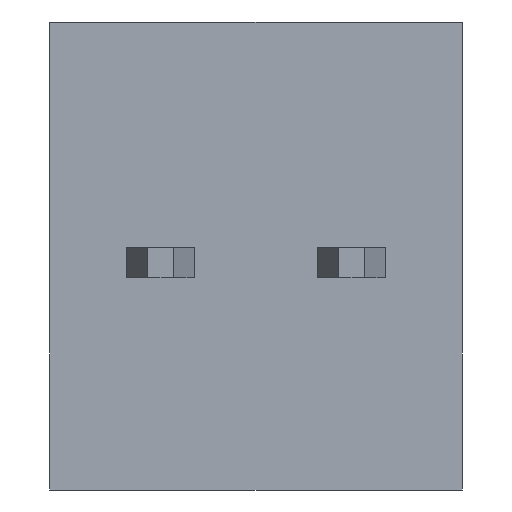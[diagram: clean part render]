
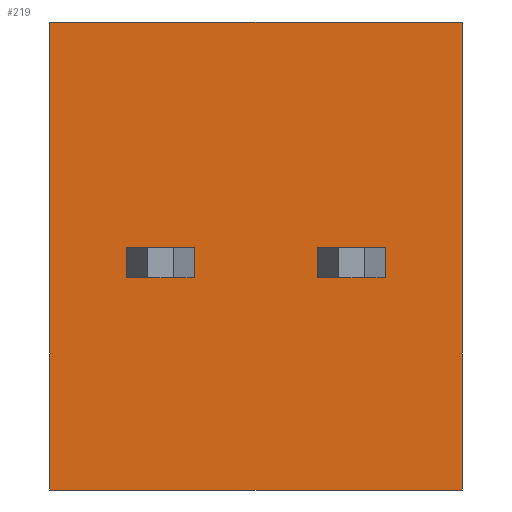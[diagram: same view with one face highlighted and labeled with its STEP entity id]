
A CAD part, front view. The second image highlights one B-rep face of the part: STEP entity #219.
In plain terms, the highlighted planar face has unit normal (0, -1, 0).
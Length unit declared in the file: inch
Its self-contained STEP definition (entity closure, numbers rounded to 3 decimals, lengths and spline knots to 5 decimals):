
#73 = DIRECTION ( 'NONE',  ( 1., 0., 0. ) ) ;
#117 = CARTESIAN_POINT ( 'NONE',  ( 0., 0., -0.245 ) ) ;
#120 = CARTESIAN_POINT ( 'NONE',  ( 0., 0., -0.245 ) ) ;
#134 = VERTEX_POINT ( 'NONE', #2470 ) ;
#144 = DIRECTION ( 'NONE',  ( -1., 0., 0. ) ) ;
#189 = VECTOR ( 'NONE', #226, 39.37008 ) ;
#219 = ADVANCED_FACE ( 'NONE', ( #491, #1449, #423 ), #756, .T. ) ;
#226 = DIRECTION ( 'NONE',  ( 0., 0., -1. ) ) ;
#232 = VERTEX_POINT ( 'NONE', #706 ) ;
#296 = LINE ( 'NONE', #1788, #2270 ) ;
#303 = DIRECTION ( 'NONE',  ( 0., 0., 1. ) ) ;
#320 = DIRECTION ( 'NONE',  ( 0., 0., -1. ) ) ;
#350 = CARTESIAN_POINT ( 'NONE',  ( 0., 0., 0. ) ) ;
#377 = LINE ( 'NONE', #2383, #2284 ) ;
#381 = LINE ( 'NONE', #415, #1337 ) ;
#399 = EDGE_CURVE ( 'NONE', #1725, #1450, #1000, .T. ) ;
#415 = CARTESIAN_POINT ( 'NONE',  ( 0.04016, 0., -0.11811 ) ) ;
#423 = FACE_BOUND ( 'NONE', #2230, .T. ) ;
#474 = VECTOR ( 'NONE', #1093, 39.37008 ) ;
#489 = VERTEX_POINT ( 'NONE', #2361 ) ;
#491 = FACE_OUTER_BOUND ( 'NONE', #2403, .T. ) ;
#492 = VECTOR ( 'NONE', #1387, 39.37008 ) ;
#506 = VECTOR ( 'NONE', #1855, 39.37008 ) ;
#601 = ORIENTED_EDGE ( 'NONE', *, *, #1777, .F. ) ;
#619 = CARTESIAN_POINT ( 'NONE',  ( 0.04016, 0., -0.13386 ) ) ;
#640 = VERTEX_POINT ( 'NONE', #350 ) ;
#706 = CARTESIAN_POINT ( 'NONE',  ( 0.14016, 0., -0.11811 ) ) ;
#748 = VECTOR ( 'NONE', #73, 39.37008 ) ;
#756 = PLANE ( 'NONE',  #953 ) ;
#770 = EDGE_CURVE ( 'NONE', #1938, #489, #296, .T. ) ;
#782 = EDGE_CURVE ( 'NONE', #1930, #1938, #1752, .T. ) ;
#789 = CARTESIAN_POINT ( 'NONE',  ( 0., 0., 0. ) ) ;
#805 = CARTESIAN_POINT ( 'NONE',  ( 0.14016, 0., -0.13386 ) ) ;
#827 = EDGE_CURVE ( 'NONE', #640, #134, #1014, .T. ) ;
#834 = LINE ( 'NONE', #1497, #1153 ) ;
#877 = CARTESIAN_POINT ( 'NONE',  ( 0., 0., 0. ) ) ;
#927 = EDGE_CURVE ( 'NONE', #232, #1483, #1279, .T. ) ;
#938 = ORIENTED_EDGE ( 'NONE', *, *, #1289, .F. ) ;
#953 = AXIS2_PLACEMENT_3D ( 'NONE', #117, #1475, #320 ) ;
#983 = LINE ( 'NONE', #789, #492 ) ;
#985 = EDGE_CURVE ( 'NONE', #1556, #232, #834, .T. ) ;
#987 = ORIENTED_EDGE ( 'NONE', *, *, #985, .F. ) ;
#998 = VERTEX_POINT ( 'NONE', #1881 ) ;
#1000 = LINE ( 'NONE', #120, #506 ) ;
#1014 = LINE ( 'NONE', #877, #1977 ) ;
#1093 = DIRECTION ( 'NONE',  ( -1., 0., 0. ) ) ;
#1153 = VECTOR ( 'NONE', #144, 39.37008 ) ;
#1158 = DIRECTION ( 'NONE',  ( 0., 0., -1. ) ) ;
#1170 = CARTESIAN_POINT ( 'NONE',  ( 0., 0., -0.245 ) ) ;
#1228 = DIRECTION ( 'NONE',  ( 1., 0., 0. ) ) ;
#1250 = ORIENTED_EDGE ( 'NONE', *, *, #927, .F. ) ;
#1279 = LINE ( 'NONE', #1610, #2235 ) ;
#1289 = EDGE_CURVE ( 'NONE', #1450, #640, #983, .T. ) ;
#1321 = EDGE_LOOP ( 'NONE', ( #1418, #601, #2283, #2301 ) ) ;
#1337 = VECTOR ( 'NONE', #1158, 39.37008 ) ;
#1387 = DIRECTION ( 'NONE',  ( 0., 0., 1. ) ) ;
#1418 = ORIENTED_EDGE ( 'NONE', *, *, #782, .F. ) ;
#1425 = DIRECTION ( 'NONE',  ( 0., 0., 1. ) ) ;
#1449 = FACE_BOUND ( 'NONE', #1321, .T. ) ;
#1450 = VERTEX_POINT ( 'NONE', #1170 ) ;
#1475 = DIRECTION ( 'NONE',  ( 0., -1., 0. ) ) ;
#1482 = CARTESIAN_POINT ( 'NONE',  ( 0.04016, 0., -0.11811 ) ) ;
#1483 = VERTEX_POINT ( 'NONE', #805 ) ;
#1497 = CARTESIAN_POINT ( 'NONE',  ( 0.14016, 0., -0.11811 ) ) ;
#1547 = ORIENTED_EDGE ( 'NONE', *, *, #1857, .F. ) ;
#1551 = VECTOR ( 'NONE', #1228, 39.37008 ) ;
#1556 = VERTEX_POINT ( 'NONE', #1997 ) ;
#1609 = CARTESIAN_POINT ( 'NONE',  ( 0.04016, 0., -0.13386 ) ) ;
#1610 = CARTESIAN_POINT ( 'NONE',  ( 0.14016, 0., -0.11811 ) ) ;
#1619 = DIRECTION ( 'NONE',  ( 0., 0., -1. ) ) ;
#1632 = ORIENTED_EDGE ( 'NONE', *, *, #827, .F. ) ;
#1722 = CARTESIAN_POINT ( 'NONE',  ( 0.21575, 0., -0.245 ) ) ;
#1725 = VERTEX_POINT ( 'NONE', #1722 ) ;
#1752 = LINE ( 'NONE', #1609, #748 ) ;
#1754 = CARTESIAN_POINT ( 'NONE',  ( 0.21575, 0., 0. ) ) ;
#1777 = EDGE_CURVE ( 'NONE', #2457, #1930, #381, .T. ) ;
#1788 = CARTESIAN_POINT ( 'NONE',  ( 0.07559, 0., -0.11811 ) ) ;
#1819 = CARTESIAN_POINT ( 'NONE',  ( 0.04016, 0., -0.11811 ) ) ;
#1855 = DIRECTION ( 'NONE',  ( -1., 0., 0. ) ) ;
#1857 = EDGE_CURVE ( 'NONE', #134, #1725, #2224, .T. ) ;
#1881 = CARTESIAN_POINT ( 'NONE',  ( 0.17559, 0., -0.13386 ) ) ;
#1910 = ORIENTED_EDGE ( 'NONE', *, *, #2091, .F. ) ;
#1930 = VERTEX_POINT ( 'NONE', #619 ) ;
#1938 = VERTEX_POINT ( 'NONE', #1957 ) ;
#1957 = CARTESIAN_POINT ( 'NONE',  ( 0.07559, 0., -0.13386 ) ) ;
#1977 = VECTOR ( 'NONE', #2026, 39.37008 ) ;
#1986 = CARTESIAN_POINT ( 'NONE',  ( 0.14016, 0., -0.13386 ) ) ;
#1995 = LINE ( 'NONE', #1482, #474 ) ;
#1997 = CARTESIAN_POINT ( 'NONE',  ( 0.17559, 0., -0.11811 ) ) ;
#2011 = ORIENTED_EDGE ( 'NONE', *, *, #2382, .F. ) ;
#2026 = DIRECTION ( 'NONE',  ( 1., 0., 0. ) ) ;
#2055 = LINE ( 'NONE', #1986, #1551 ) ;
#2091 = EDGE_CURVE ( 'NONE', #998, #1556, #377, .T. ) ;
#2136 = ORIENTED_EDGE ( 'NONE', *, *, #399, .F. ) ;
#2198 = EDGE_CURVE ( 'NONE', #489, #2457, #1995, .T. ) ;
#2224 = LINE ( 'NONE', #1754, #189 ) ;
#2230 = EDGE_LOOP ( 'NONE', ( #2011, #1250, #987, #1910 ) ) ;
#2235 = VECTOR ( 'NONE', #1619, 39.37008 ) ;
#2270 = VECTOR ( 'NONE', #1425, 39.37008 ) ;
#2283 = ORIENTED_EDGE ( 'NONE', *, *, #2198, .F. ) ;
#2284 = VECTOR ( 'NONE', #303, 39.37008 ) ;
#2301 = ORIENTED_EDGE ( 'NONE', *, *, #770, .F. ) ;
#2361 = CARTESIAN_POINT ( 'NONE',  ( 0.07559, 0., -0.11811 ) ) ;
#2382 = EDGE_CURVE ( 'NONE', #1483, #998, #2055, .T. ) ;
#2383 = CARTESIAN_POINT ( 'NONE',  ( 0.17559, 0., -0.11811 ) ) ;
#2403 = EDGE_LOOP ( 'NONE', ( #938, #2136, #1547, #1632 ) ) ;
#2457 = VERTEX_POINT ( 'NONE', #1819 ) ;
#2470 = CARTESIAN_POINT ( 'NONE',  ( 0.21575, 0., 0. ) ) ;
